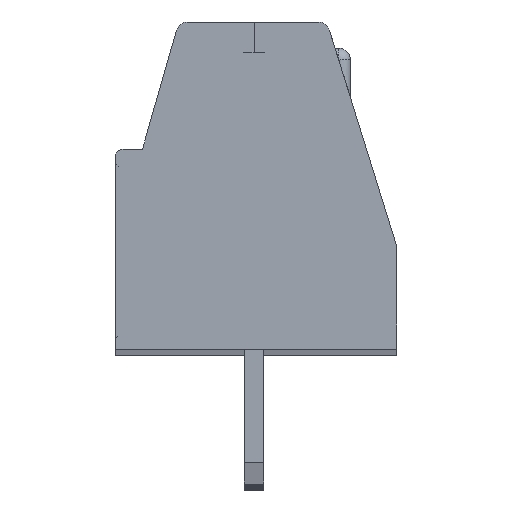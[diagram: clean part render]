
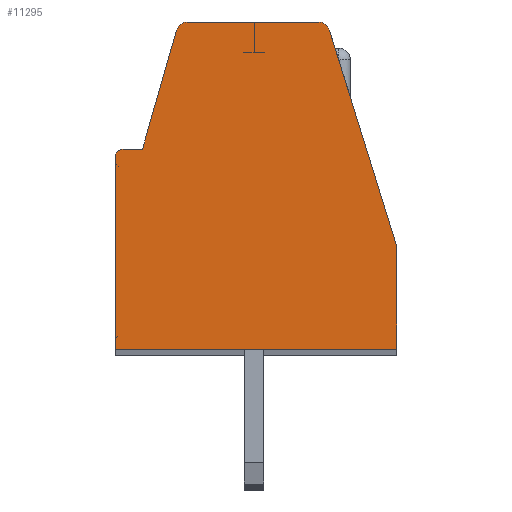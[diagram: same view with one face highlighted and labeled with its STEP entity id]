
A CAD part, top view. The second image highlights one B-rep face of the part: STEP entity #11295.
In plain terms, the highlighted planar face has unit normal (0, 0, 1).
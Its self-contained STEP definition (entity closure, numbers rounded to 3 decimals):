
#14=DIRECTION('',(0.,-1.,0.));
#15=VECTOR('',#14,5.);
#16=CARTESIAN_POINT('',(-3.6,5.,89.535));
#17=LINE('',#16,#15);
#18=CARTESIAN_POINT('',(-3.4,5.,89.535));
#19=DIRECTION('',(0.,0.,1.));
#20=DIRECTION('',(0.,1.,0.));
#21=AXIS2_PLACEMENT_3D('',#18,#19,#20);
#23=DIRECTION('',(-1.,0.,0.));
#24=VECTOR('',#23,0.5);
#25=CARTESIAN_POINT('',(-2.9,5.2,89.535));
#26=LINE('',#25,#24);
#27=DIRECTION('',(-0.276,-0.961,0.));
#28=VECTOR('',#27,3.207);
#29=CARTESIAN_POINT('',(-2.016,8.283,89.535));
#30=LINE('',#29,#28);
#31=CARTESIAN_POINT('',(-1.727,8.2,89.535));
#32=DIRECTION('',(0.,0.,1.));
#33=DIRECTION('',(0.,1.,0.));
#34=AXIS2_PLACEMENT_3D('',#31,#32,#33);
#36=DIRECTION('',(-1.,0.,0.));
#37=VECTOR('',#36,3.4);
#38=CARTESIAN_POINT('',(1.673,8.5,89.535));
#39=LINE('',#38,#37);
#40=CARTESIAN_POINT('',(1.673,8.2,89.535));
#41=DIRECTION('',(0.,0.,1.));
#42=DIRECTION('',(0.955,0.297,0.));
#43=AXIS2_PLACEMENT_3D('',#40,#41,#42);
#45=DIRECTION('',(-0.297,0.955,0.));
#46=VECTOR('',#45,5.854);
#47=CARTESIAN_POINT('',(3.7,2.7,89.535));
#48=LINE('',#47,#46);
#49=DIRECTION('',(0.,1.,0.));
#50=VECTOR('',#49,2.7);
#51=CARTESIAN_POINT('',(3.7,0.,89.535));
#52=LINE('',#51,#50);
#69=DIRECTION('',(1.,0.,0.));
#70=VECTOR('',#69,7.3);
#71=CARTESIAN_POINT('',(-3.6,0.,89.535));
#72=LINE('',#71,#70);
#9068=CARTESIAN_POINT('',(3.7,0.,89.535));
#9069=CARTESIAN_POINT('',(3.7,2.7,89.535));
#9070=VERTEX_POINT('',#9068);
#9071=VERTEX_POINT('',#9069);
#9072=CARTESIAN_POINT('',(1.959,8.289,89.535));
#9073=VERTEX_POINT('',#9072);
#9074=CARTESIAN_POINT('',(1.673,8.5,89.535));
#9075=VERTEX_POINT('',#9074);
#9076=CARTESIAN_POINT('',(-1.727,8.5,89.535));
#9077=VERTEX_POINT('',#9076);
#9078=CARTESIAN_POINT('',(-2.016,8.283,89.535));
#9079=VERTEX_POINT('',#9078);
#9080=CARTESIAN_POINT('',(-2.9,5.2,89.535));
#9081=VERTEX_POINT('',#9080);
#9082=CARTESIAN_POINT('',(-3.4,5.2,89.535));
#9083=VERTEX_POINT('',#9082);
#9084=CARTESIAN_POINT('',(-3.6,5.,89.535));
#9085=VERTEX_POINT('',#9084);
#9086=CARTESIAN_POINT('',(-3.6,0.,89.535));
#9087=VERTEX_POINT('',#9086);
#11268=CARTESIAN_POINT('',(0.,0.,89.535));
#11269=DIRECTION('',(0.,0.,1.));
#11270=DIRECTION('',(1.,0.,0.));
#11271=AXIS2_PLACEMENT_3D('',#11268,#11269,#11270);
#11272=PLANE('',#11271);
#11274=ORIENTED_EDGE('',*,*,#11273,.F.);
#11276=ORIENTED_EDGE('',*,*,#11275,.F.);
#11278=ORIENTED_EDGE('',*,*,#11277,.F.);
#11280=ORIENTED_EDGE('',*,*,#11279,.F.);
#11282=ORIENTED_EDGE('',*,*,#11281,.F.);
#11284=ORIENTED_EDGE('',*,*,#11283,.F.);
#11286=ORIENTED_EDGE('',*,*,#11285,.F.);
#11288=ORIENTED_EDGE('',*,*,#11287,.F.);
#11290=ORIENTED_EDGE('',*,*,#11289,.F.);
#11292=ORIENTED_EDGE('',*,*,#11291,.F.);
#11293=EDGE_LOOP('',(#11274,#11276,#11278,#11280,#11282,#11284,#11286,#11288,
#11290,#11292));
#11294=FACE_OUTER_BOUND('',#11293,.F.);
#22=CIRCLE('',#21,0.2);
#35=CIRCLE('',#34,0.3);
#44=CIRCLE('',#43,0.3);
#11273=EDGE_CURVE('',#9087,#9070,#72,.T.);
#11275=EDGE_CURVE('',#9085,#9087,#17,.T.);
#11277=EDGE_CURVE('',#9083,#9085,#22,.T.);
#11279=EDGE_CURVE('',#9081,#9083,#26,.T.);
#11281=EDGE_CURVE('',#9079,#9081,#30,.T.);
#11283=EDGE_CURVE('',#9077,#9079,#35,.T.);
#11285=EDGE_CURVE('',#9075,#9077,#39,.T.);
#11287=EDGE_CURVE('',#9073,#9075,#44,.T.);
#11289=EDGE_CURVE('',#9071,#9073,#48,.T.);
#11291=EDGE_CURVE('',#9070,#9071,#52,.T.);
#11295=ADVANCED_FACE('',(#11294),#11272,.T.);
